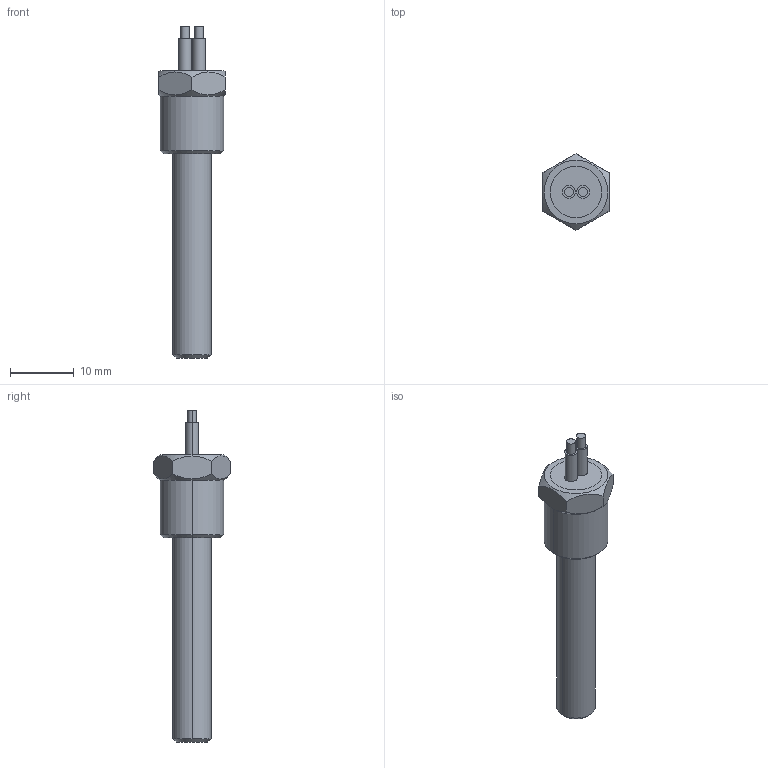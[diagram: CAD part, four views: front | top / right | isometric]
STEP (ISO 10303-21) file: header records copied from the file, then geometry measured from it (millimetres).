
FILE_DESCRIPTION (( 'STEP AP214' ), '1' );
FILE_NAME ('ThermonD6L32.STEP', '2020-05-05T16:26:58', ( '' ), ( '' ), 'SwSTEP 2.0', 'SolidWorks 2020', '' );
FILE_SCHEMA (( 'AUTOMOTIVE_DESIGN' ));
Length unit declared in the file: millimetre
Products named in the file (1): ThermonD6L32
Bounding box: 10.39 x 12 x 52 mm (x, y, z)
Volume: 2008.4 mm3; surface area: 1579.1 mm2
Topology: 2 solids, 2 shells, 44 faces, 96 edges, 62 vertices
Faces by surface type: cylinder 20, plane 16, cone 8
Entity records: 1656 total; most frequent: CARTESIAN_POINT 347, DIRECTION 216, ORIENTED_EDGE 192, EDGE_CURVE 96, AXIS2_PLACEMENT_3D 91, VERTEX_POINT 62, EDGE_LOOP 54, CIRCLE 46
